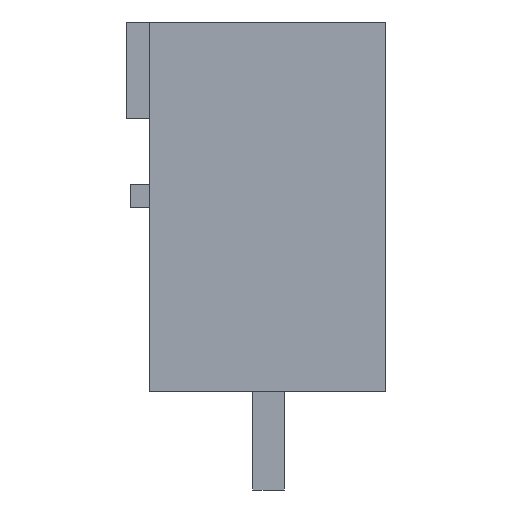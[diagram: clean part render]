
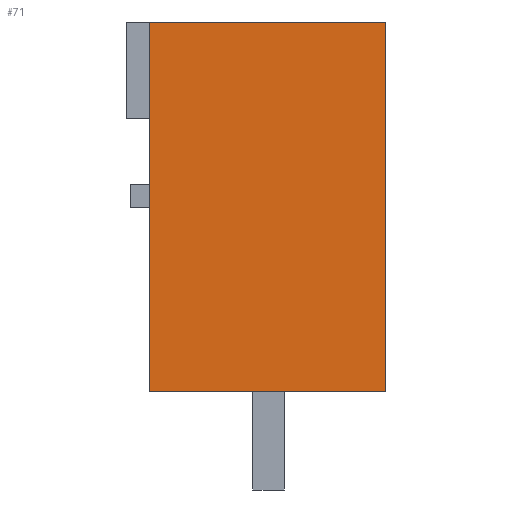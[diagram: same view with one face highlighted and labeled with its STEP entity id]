
A CAD part, left-side view. The second image highlights one B-rep face of the part: STEP entity #71.
In plain terms, the highlighted planar face has unit normal (-1, 0, 0).
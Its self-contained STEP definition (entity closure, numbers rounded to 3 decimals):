
#35=AXIS2_PLACEMENT_3D('Plane Axis2P3D',#32,#33,#34) ;
#32=CARTESIAN_POINT('Axis2P3D Location',(0.,-1.356,15.2)) ;
#37=CARTESIAN_POINT('Line Origine',(0.,3.84,15.2)) ;
#41=CARTESIAN_POINT('Vertex',(0.,0.,15.2)) ;
#43=CARTESIAN_POINT('Vertex',(0.,7.68,15.2)) ;
#46=CARTESIAN_POINT('Line Origine',(0.,7.68,9.2)) ;
#50=CARTESIAN_POINT('Vertex',(0.,7.68,3.2)) ;
#53=CARTESIAN_POINT('Line Origine',(0.,3.84,3.2)) ;
#57=CARTESIAN_POINT('Vertex',(0.,0.,3.2)) ;
#60=CARTESIAN_POINT('Line Origine',(0.,0.,9.2)) ;
#33=DIRECTION('Axis2P3D Direction',(-1.,0.,0.)) ;
#34=DIRECTION('Axis2P3D XDirection',(0.,1.,0.)) ;
#38=DIRECTION('Vector Direction',(0.,1.,0.)) ;
#47=DIRECTION('Vector Direction',(0.,0.,-1.)) ;
#54=DIRECTION('Vector Direction',(0.,1.,0.)) ;
#61=DIRECTION('Vector Direction',(0.,0.,-1.)) ;
#39=VECTOR('Line Direction',#38,1.) ;
#48=VECTOR('Line Direction',#47,1.) ;
#55=VECTOR('Line Direction',#54,1.) ;
#62=VECTOR('Line Direction',#61,1.) ;
#66=ORIENTED_EDGE('',*,*,#45,.T.) ;
#67=ORIENTED_EDGE('',*,*,#52,.T.) ;
#68=ORIENTED_EDGE('',*,*,#59,.F.) ;
#69=ORIENTED_EDGE('',*,*,#64,.F.) ;
#71=ADVANCED_FACE('Body',(#70),#36,.T.) ;
#45=EDGE_CURVE('',#42,#44,#40,.T.) ;
#52=EDGE_CURVE('',#44,#51,#49,.T.) ;
#59=EDGE_CURVE('',#58,#51,#56,.T.) ;
#64=EDGE_CURVE('',#42,#58,#63,.T.) ;
#65=EDGE_LOOP('',(#66,#67,#68,#69)) ;
#70=FACE_OUTER_BOUND('',#65,.T.) ;
#40=LINE('Line',#37,#39) ;
#49=LINE('Line',#46,#48) ;
#56=LINE('Line',#53,#55) ;
#63=LINE('Line',#60,#62) ;
#36=PLANE('',#35) ;
#42=VERTEX_POINT('',#41) ;
#44=VERTEX_POINT('',#43) ;
#51=VERTEX_POINT('',#50) ;
#58=VERTEX_POINT('',#57) ;
